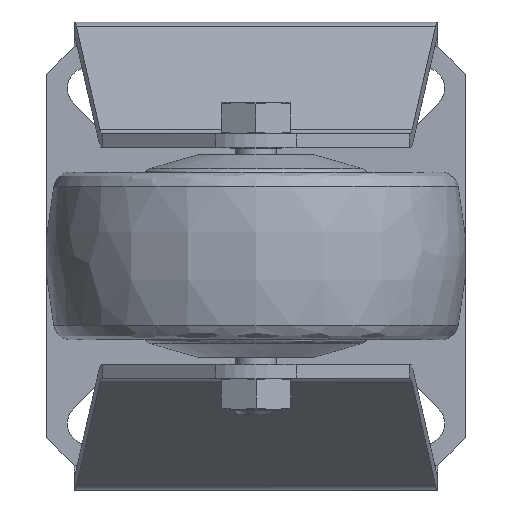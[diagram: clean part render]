
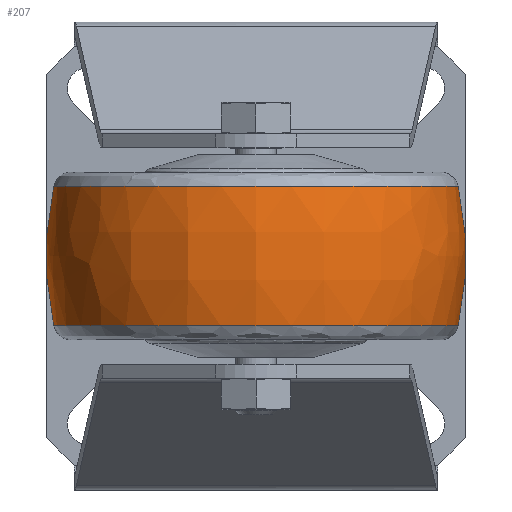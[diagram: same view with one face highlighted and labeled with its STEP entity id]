
A CAD part, front view. The second image highlights one B-rep face of the part: STEP entity #207.
In plain terms, the highlighted free-form (B-spline) face has degree [3, 3] with [4, 4] control points.
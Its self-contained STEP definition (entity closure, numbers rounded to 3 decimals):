
#169 = ORIENTED_EDGE ( 'NONE', *, *, #175, .T. ) ;
#171 = EDGE_CURVE ( 'NONE', #174, #173, #2448, .T. ) ;
#173 = VERTEX_POINT ( 'NONE', #2494 ) ;
#174 = VERTEX_POINT ( 'NONE', #2489 ) ;
#175 = EDGE_CURVE ( 'NONE', #205, #173, #2484, .T. ) ;
#176 = ORIENTED_EDGE ( 'NONE', *, *, #171, .F. ) ;
#194 = EDGE_CURVE ( 'NONE', #174, #203, #2469, .T. ) ;
#198 = ORIENTED_EDGE ( 'NONE', *, *, #199, .T. ) ;
#199 = EDGE_CURVE ( 'NONE', #203, #205, #2512, .T. ) ;
#201 = EDGE_LOOP ( 'NONE', ( #204, #198, #169, #176 ) ) ;
#203 = VERTEX_POINT ( 'NONE', #2630 ) ;
#204 = ORIENTED_EDGE ( 'NONE', *, *, #194, .T. ) ;
#205 = VERTEX_POINT ( 'NONE', #2621 ) ;
#207 = ADVANCED_FACE ( 'NONE', ( #2516 ), #2656, .T. ) ;
#340 = DIRECTION ( 'NONE',  ( -1., 0., 0. ) ) ;
#346 = DIRECTION ( 'NONE',  ( 0., 0., 1. ) ) ;
#2448 = CIRCLE ( 'NONE', #2488, 48.125 ) ;
#2469 = CIRCLE ( 'NONE', #3569, 28.945 ) ;
#2479 = DIRECTION ( 'NONE',  ( -1., 0., 0. ) ) ;
#2480 = DIRECTION ( 'NONE',  ( 0., 0., -1. ) ) ;
#2481 = CARTESIAN_POINT ( 'NONE',  ( 0., 0., 10.021 ) ) ;
#2482 = AXIS2_PLACEMENT_3D ( 'NONE', #2481, #2480, #2479 ) ;
#2484 = CIRCLE ( 'NONE', #2482, 28.945 ) ;
#2486 = DIRECTION ( 'NONE',  ( -1., 0., 0. ) ) ;
#2487 = DIRECTION ( 'NONE',  ( 0., 1., 0. ) ) ;
#2488 = AXIS2_PLACEMENT_3D ( 'NONE', #2493, #2487, #2486 ) ;
#2489 = CARTESIAN_POINT ( 'NONE',  ( -28.945, 0., -10.021 ) ) ;
#2493 = CARTESIAN_POINT ( 'NONE',  ( 18.125, 0., 0. ) ) ;
#2494 = CARTESIAN_POINT ( 'NONE',  ( -28.945, 0., 10.021 ) ) ;
#2512 = CIRCLE ( 'NONE', #2514, 48.125 ) ;
#2514 = AXIS2_PLACEMENT_3D ( 'NONE', #2634, #2633, #2632 ) ;
#2516 = FACE_OUTER_BOUND ( 'NONE', #201, .T. ) ;
#2621 = CARTESIAN_POINT ( 'NONE',  ( 28.945, 0., 10.021 ) ) ;
#2630 = CARTESIAN_POINT ( 'NONE',  ( 28.945, 0., -10.021 ) ) ;
#2632 = DIRECTION ( 'NONE',  ( 1., 0., 0. ) ) ;
#2633 = DIRECTION ( 'NONE',  ( 0., -1., 0. ) ) ;
#2634 = CARTESIAN_POINT ( 'NONE',  ( -18.125, 0., 0. ) ) ;
#2639 = CARTESIAN_POINT ( 'NONE',  ( -28.945, 0., 10.021 ) ) ;
#2640 = CARTESIAN_POINT ( 'NONE',  ( -28.945, -57.89, 10.021 ) ) ;
#2641 = CARTESIAN_POINT ( 'NONE',  ( 28.945, -57.89, 10.021 ) ) ;
#2642 = CARTESIAN_POINT ( 'NONE',  ( 28.945, 0., 10.021 ) ) ;
#2643 = CARTESIAN_POINT ( 'NONE',  ( -30.357, 0., 3.39 ) ) ;
#2644 = CARTESIAN_POINT ( 'NONE',  ( -30.357, -60.714, 3.39 ) ) ;
#2645 = CARTESIAN_POINT ( 'NONE',  ( 30.357, -60.714, 3.39 ) ) ;
#2646 = CARTESIAN_POINT ( 'NONE',  ( 30.357, 0., 3.39 ) ) ;
#2647 = CARTESIAN_POINT ( 'NONE',  ( -30.357, 0., -3.39 ) ) ;
#2648 = CARTESIAN_POINT ( 'NONE',  ( -30.357, -60.714, -3.39 ) ) ;
#2649 = CARTESIAN_POINT ( 'NONE',  ( 30.357, -60.714, -3.39 ) ) ;
#2650 = CARTESIAN_POINT ( 'NONE',  ( 30.357, 0., -3.39 ) ) ;
#2651 = CARTESIAN_POINT ( 'NONE',  ( -28.945, 0., -10.021 ) ) ;
#2652 = CARTESIAN_POINT ( 'NONE',  ( -28.945, -57.89, -10.021 ) ) ;
#2653 = CARTESIAN_POINT ( 'NONE',  ( 28.945, -57.89, -10.021 ) ) ;
#2654 = CARTESIAN_POINT ( 'NONE',  ( 28.945, 0., -10.021 ) ) ;
#2656 =( BOUNDED_SURFACE ( )  B_SPLINE_SURFACE ( 3, 3, ( 
 ( #2654, #2653, #2652, #2651 ),
 ( #2650, #2649, #2648, #2647 ),
 ( #2646, #2645, #2644, #2643 ),
 ( #2642, #2641, #2640, #2639 ) ),
 .UNSPECIFIED., .F., .F., .F. ) 
 B_SPLINE_SURFACE_WITH_KNOTS ( ( 4, 4 ),
 ( 4, 4 ),
 ( 0., 1. ),
 ( 0., 1. ),
 .UNSPECIFIED. ) 
 GEOMETRIC_REPRESENTATION_ITEM ( )  RATIONAL_B_SPLINE_SURFACE ( (
 ( 1., 0.333, 0.333, 1.),
 ( 0.985, 0.328, 0.328, 0.985),
 ( 0.985, 0.328, 0.328, 0.985),
 ( 1., 0.333, 0.333, 1.) ) ) 
 REPRESENTATION_ITEM ( '' )  SURFACE ( )  );
#3568 = CARTESIAN_POINT ( 'NONE',  ( 0., 0., -10.021 ) ) ;
#3569 = AXIS2_PLACEMENT_3D ( 'NONE', #3568, #346, #340 ) ;
